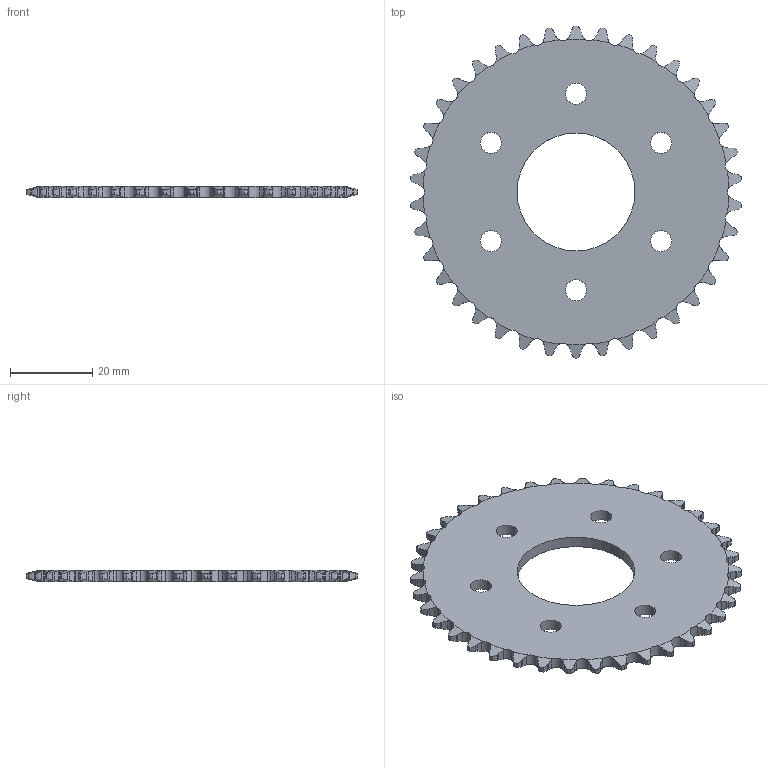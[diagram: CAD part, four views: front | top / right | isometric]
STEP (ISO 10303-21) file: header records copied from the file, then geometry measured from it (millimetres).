
FILE_DESCRIPTION (( 'STEP AP214' ), '1' );
FILE_NAME ('am-0661_Plate Sprocket.STEP', '2018-07-17T18:16:38', ( '' ), ( '' ), 'SwSTEP 2.0', 'SolidWorks 2018', '' );
FILE_SCHEMA (( 'AUTOMOTIVE_DESIGN' ));
Length unit declared in the file: inch
Products named in the file (1): am-0661_Plate Sprocket
Bounding box: 80.28 x 80.5 x 2.79 mm (x, y, z)
Volume: 10517.9 mm3; surface area: 9024.2 mm2
Topology: 1 solids, 1 shells, 417 faces, 1245 edges, 830 vertices
Faces by surface type: cylinder 263, plane 78, cone 76
Entity records: 14985 total; most frequent: CARTESIAN_POINT 4693, ORIENTED_EDGE 2490, DIRECTION 1715, EDGE_CURVE 1245, VERTEX_POINT 830, AXIS2_PLACEMENT_3D 688, B_SPLINE_CURVE_WITH_KNOTS 636, EDGE_LOOP 431
